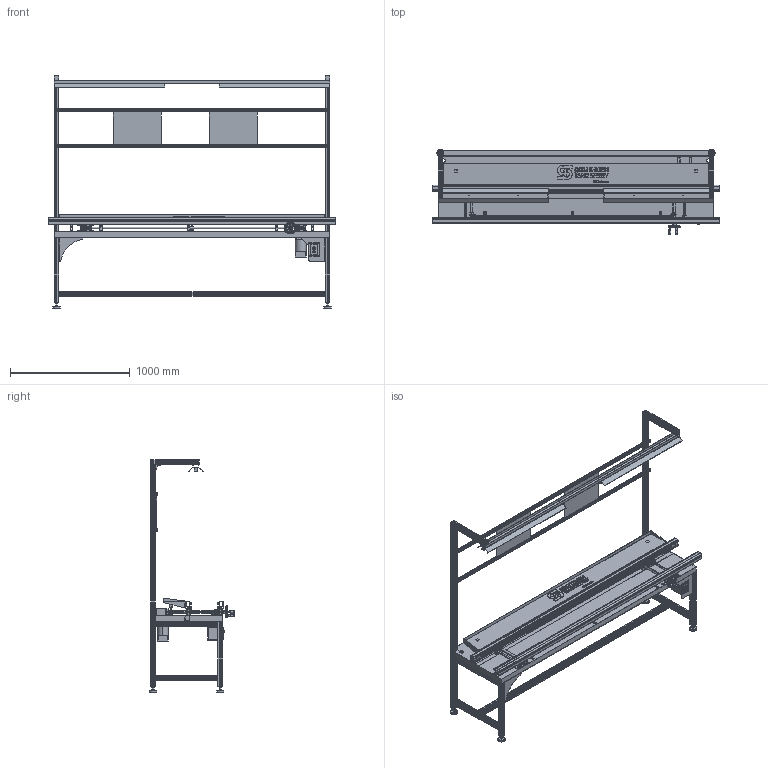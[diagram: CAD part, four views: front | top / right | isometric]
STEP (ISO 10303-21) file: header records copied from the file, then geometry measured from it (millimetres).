
FILE_DESCRIPTION (( 'STEP AP214' ), '1' );
FILE_NAME ('Manual assemble line 2.4M.STEP', '2022-02-27T14:42:31', ( '' ), ( '' ), 'SwSTEP 2.0', 'SolidWorks 2021', '' );
FILE_SCHEMA (( 'AUTOMOTIVE_DESIGN' ));
Length unit declared in the file: millimetre
Products named in the file (3): Manual assemble line 2.4M; Southern Machinery logo-0.2
Assembly tree (2 placements, depth 2):
  Manual assemble line 2.4M
    Manual assemble line 2.4M
    Southern Machinery logo-0.2
Bounding box: 2400 x 711 x 1940 mm (x, y, z)
Volume: 29030790.7 mm3; surface area: 16308679.2 mm2
Topology: 127 solids, 127 shells, 4570 faces, 12534 edges, 8187 vertices
Faces by surface type: plane 2137, cylinder 1267, bspline 763, cone 389, torus 14
Entity records: 229758 total; most frequent: CARTESIAN_POINT 70636, ORIENTED_EDGE 24860, DIRECTION 20832, EDGE_CURVE 12430, VERTEX_POINT 8187, AXIS2_PLACEMENT_3D 7075, LINE 6682, VECTOR 6682
